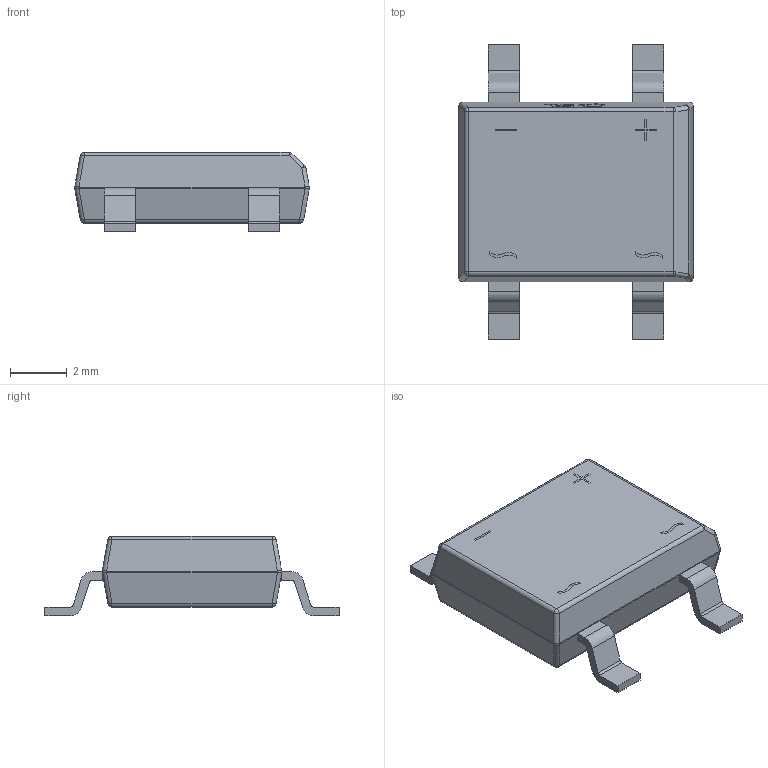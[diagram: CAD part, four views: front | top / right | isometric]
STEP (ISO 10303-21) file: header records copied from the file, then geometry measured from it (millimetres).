
FILE_DESCRIPTION (( 'STEP AP214' ), '1' );
FILE_NAME ('DIO-BG-SMD_4P-L8.3-W6.4-H2.8_DF-S.step', '2022-07-04T09:49:52', ( '' ), ( '' ), 'SwSTEP 2.0', 'SolidWorks 2020', '' );
FILE_SCHEMA (( 'AUTOMOTIVE_DESIGN' ));
Length unit declared in the file: millimetre
Products named in the file (1): DIO-BG-SMD_4P-L8.3-W6.4-H2.8_DF-S
Bounding box: 8.29 x 10.4 x 2.8 mm (x, y, z)
Volume: 126.7 mm3; surface area: 195.2 mm2
Topology: 5 solids, 5 shells, 332 faces, 891 edges, 588 vertices
Faces by surface type: plane 181, bspline 98, cylinder 39, sphere 14
Entity records: 14615 total; most frequent: CARTESIAN_POINT 3258, ORIENTED_EDGE 1766, DIRECTION 1219, EDGE_CURVE 883, VECTOR 593, LINE 593, VERTEX_POINT 584, EDGE_LOOP 355
